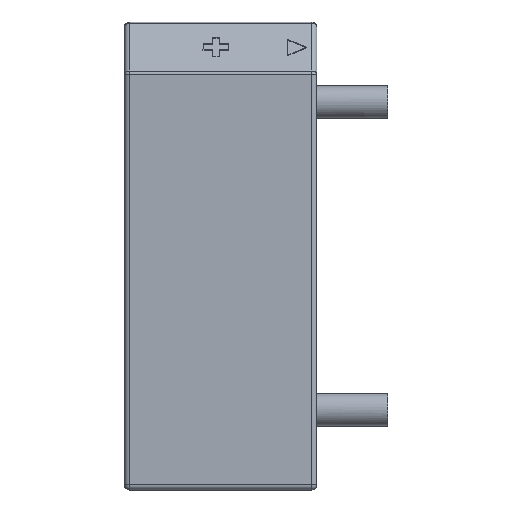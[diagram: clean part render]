
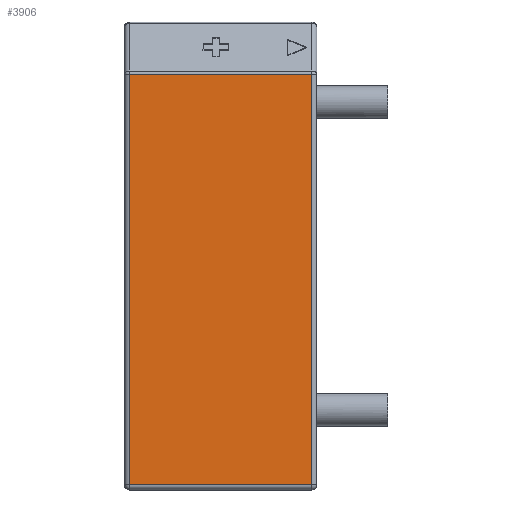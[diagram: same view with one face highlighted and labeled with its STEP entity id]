
A CAD part, left-side view. The second image highlights one B-rep face of the part: STEP entity #3906.
In plain terms, the highlighted planar face has unit normal (-1, 0, 0).
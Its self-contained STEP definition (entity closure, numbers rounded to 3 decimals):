
#1309 = CARTESIAN_POINT ( 'NONE',  ( -3.175, 7.72, -15.367 ) ) ;
#2257 = EDGE_CURVE ( 'NONE', #8880, #7645, #2438, .T. ) ;
#2438 = LINE ( 'NONE', #5086, #4381 ) ;
#3051 = CARTESIAN_POINT ( 'NONE',  ( -3.175, 7.72, 1.092 ) ) ;
#3166 = EDGE_LOOP ( 'NONE', ( #15694, #15047, #13321, #10014 ) ) ;
#3605 = EDGE_CURVE ( 'NONE', #9698, #8880, #11039, .T. ) ;
#3906 = ADVANCED_FACE ( 'NONE', ( #9654 ), #15020, .F. ) ;
#4126 = AXIS2_PLACEMENT_3D ( 'NONE', #1309, #8092, #9841 ) ;
#4381 = VECTOR ( 'NONE', #9141, 1000. ) ;
#4402 = CARTESIAN_POINT ( 'NONE',  ( -3.175, 0.3, 1.092 ) ) ;
#4912 = CARTESIAN_POINT ( 'NONE',  ( -3.175, 7.52, 1.092 ) ) ;
#5086 = CARTESIAN_POINT ( 'NONE',  ( -3.175, 7.72, -15.167 ) ) ;
#5963 = CARTESIAN_POINT ( 'NONE',  ( -3.175, 7.52, -15.167 ) ) ;
#6564 = CARTESIAN_POINT ( 'NONE',  ( -3.175, 0.3, -15.367 ) ) ;
#7645 = VERTEX_POINT ( 'NONE', #13219 ) ;
#8092 = DIRECTION ( 'NONE',  ( 1., 0., 0. ) ) ;
#8741 = DIRECTION ( 'NONE',  ( 0., 1., 0. ) ) ;
#8880 = VERTEX_POINT ( 'NONE', #5963 ) ;
#9141 = DIRECTION ( 'NONE',  ( 0., -1., 0. ) ) ;
#9654 = FACE_OUTER_BOUND ( 'NONE', #3166, .T. ) ;
#9698 = VERTEX_POINT ( 'NONE', #4912 ) ;
#9841 = DIRECTION ( 'NONE',  ( 0., 0., -1. ) ) ;
#10014 = ORIENTED_EDGE ( 'NONE', *, *, #2257, .T. ) ;
#11039 = LINE ( 'NONE', #11205, #12527 ) ;
#11073 = EDGE_CURVE ( 'NONE', #7645, #17993, #17829, .T. ) ;
#11205 = CARTESIAN_POINT ( 'NONE',  ( -3.175, 7.52, -15.367 ) ) ;
#11420 = VECTOR ( 'NONE', #8741, 1000. ) ;
#12509 = VECTOR ( 'NONE', #16350, 1000. ) ;
#12527 = VECTOR ( 'NONE', #16604, 1000. ) ;
#13219 = CARTESIAN_POINT ( 'NONE',  ( -3.175, 0.3, -15.167 ) ) ;
#13321 = ORIENTED_EDGE ( 'NONE', *, *, #3605, .T. ) ;
#14887 = EDGE_CURVE ( 'NONE', #17993, #9698, #17046, .T. ) ;
#15020 = PLANE ( 'NONE',  #4126 ) ;
#15047 = ORIENTED_EDGE ( 'NONE', *, *, #14887, .T. ) ;
#15694 = ORIENTED_EDGE ( 'NONE', *, *, #11073, .T. ) ;
#16350 = DIRECTION ( 'NONE',  ( 0., 0., 1. ) ) ;
#16604 = DIRECTION ( 'NONE',  ( 0., 0., -1. ) ) ;
#17046 = LINE ( 'NONE', #3051, #11420 ) ;
#17829 = LINE ( 'NONE', #6564, #12509 ) ;
#17993 = VERTEX_POINT ( 'NONE', #4402 ) ;
